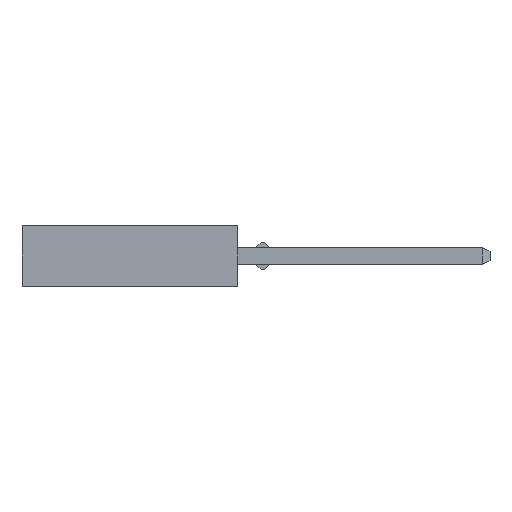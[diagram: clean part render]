
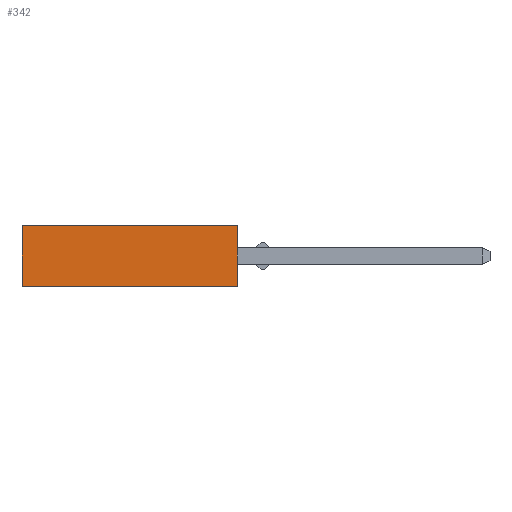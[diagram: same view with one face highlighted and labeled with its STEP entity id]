
A CAD part, left-side view. The second image highlights one B-rep face of the part: STEP entity #342.
In plain terms, the highlighted planar face has unit normal (-1, 0, 0).
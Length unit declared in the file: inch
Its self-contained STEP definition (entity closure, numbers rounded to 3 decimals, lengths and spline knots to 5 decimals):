
#342 = ADVANCED_FACE( '', ( #717 ), #718, .F. );
#717 = FACE_OUTER_BOUND( '', #1133, .T. );
#718 = PLANE( '', #1134 );
#1133 = EDGE_LOOP( '', ( #2007, #2008, #2009, #2010 ) );
#1134 = AXIS2_PLACEMENT_3D( '', #2011, #2012, #2013 );
#2007 = ORIENTED_EDGE( '', *, *, #2889, .T. );
#2008 = ORIENTED_EDGE( '', *, *, #2611, .F. );
#2009 = ORIENTED_EDGE( '', *, *, #2890, .F. );
#2010 = ORIENTED_EDGE( '', *, *, #2891, .T. );
#2011 = CARTESIAN_POINT( '', ( -0.31, 0.335, -0.0475 ) );
#2012 = DIRECTION( '', ( 1., 0., 0. ) );
#2013 = DIRECTION( '', ( 0., 0., -1. ) );
#2611 = EDGE_CURVE( '', #3159, #3161, #3162, .T. );
#2889 = EDGE_CURVE( '', #3586, #3161, #3587, .T. );
#2890 = EDGE_CURVE( '', #3588, #3159, #3589, .T. );
#2891 = EDGE_CURVE( '', #3588, #3586, #3590, .T. );
#3159 = VERTEX_POINT( '', #3946 );
#3161 = VERTEX_POINT( '', #3949 );
#3162 = LINE( '', #3950, #3951 );
#3586 = VERTEX_POINT( '', #4592 );
#3587 = LINE( '', #4593, #4594 );
#3588 = VERTEX_POINT( '', #4595 );
#3589 = LINE( '', #4596, #4597 );
#3590 = LINE( '', #4598, #4599 );
#3946 = CARTESIAN_POINT( '', ( -0.31, 0.335, 0.0475 ) );
#3949 = CARTESIAN_POINT( '', ( -0.31, 0., 0.0475 ) );
#3950 = CARTESIAN_POINT( '', ( -0.31, 0.335, 0.0475 ) );
#3951 = VECTOR( '', #4868, 39.37008 );
#4592 = CARTESIAN_POINT( '', ( -0.31, 0., -0.0475 ) );
#4593 = CARTESIAN_POINT( '', ( -0.31, 0., -0.0475 ) );
#4594 = VECTOR( '', #5086, 39.37008 );
#4595 = CARTESIAN_POINT( '', ( -0.31, 0.335, -0.0475 ) );
#4596 = CARTESIAN_POINT( '', ( -0.31, 0.335, -0.0475 ) );
#4597 = VECTOR( '', #5087, 39.37008 );
#4598 = CARTESIAN_POINT( '', ( -0.31, 0.335, -0.0475 ) );
#4599 = VECTOR( '', #5088, 39.37008 );
#4868 = DIRECTION( '', ( 0., -1., 0. ) );
#5086 = DIRECTION( '', ( 0., 0., 1. ) );
#5087 = DIRECTION( '', ( 0., 0., 1. ) );
#5088 = DIRECTION( '', ( 0., -1., 0. ) );
